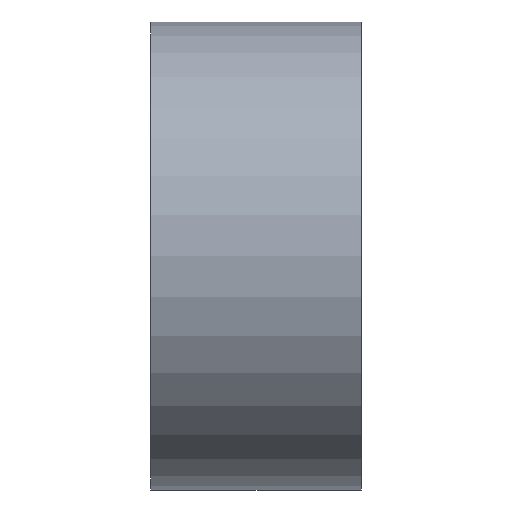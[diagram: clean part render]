
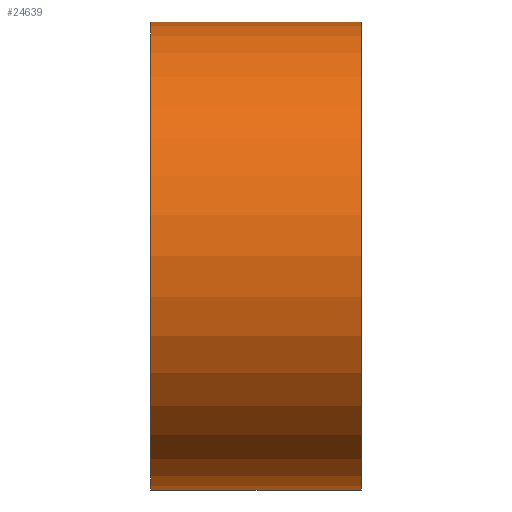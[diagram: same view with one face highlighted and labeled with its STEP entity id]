
A CAD part, front view. The second image highlights one B-rep face of the part: STEP entity #24639.
In plain terms, the highlighted cylindrical face has radius 50 mm (diameter 100 mm), a partial arc.
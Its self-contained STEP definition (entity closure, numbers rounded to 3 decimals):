
#138 = EDGE_CURVE ( 'NONE', #34383, #35235, #33474, .T. ) ;
#347 = FACE_OUTER_BOUND ( 'NONE', #26269, .T. ) ;
#4120 = CARTESIAN_POINT ( 'NONE',  ( -50., 0., 45. ) ) ;
#4441 = CARTESIAN_POINT ( 'NONE',  ( -50., 0., 0. ) ) ;
#4728 = CARTESIAN_POINT ( 'NONE',  ( 0., 0., 45. ) ) ;
#4989 = CARTESIAN_POINT ( 'NONE',  ( 50., 0., 45. ) ) ;
#5732 = AXIS2_PLACEMENT_3D ( 'NONE', #6327, #26472, #9252 ) ;
#6327 = CARTESIAN_POINT ( 'NONE',  ( 0., 0., 45. ) ) ;
#6997 = DIRECTION ( 'NONE',  ( 0., 0., -1. ) ) ;
#7442 = ORIENTED_EDGE ( 'NONE', *, *, #138, .F. ) ;
#9252 = DIRECTION ( 'NONE',  ( 1., 0., 0. ) ) ;
#9791 = ORIENTED_EDGE ( 'NONE', *, *, #24483, .T. ) ;
#10166 = VERTEX_POINT ( 'NONE', #23498 ) ;
#11102 = CIRCLE ( 'NONE', #20790, 50. ) ;
#13256 = DIRECTION ( 'NONE',  ( 0., 0., -1. ) ) ;
#13799 = CYLINDRICAL_SURFACE ( 'NONE', #23679, 50. ) ;
#14231 = ORIENTED_EDGE ( 'NONE', *, *, #26679, .T. ) ;
#14905 = DIRECTION ( 'NONE',  ( 0., 0., 1. ) ) ;
#15396 = EDGE_CURVE ( 'NONE', #10166, #34383, #28958, .T. ) ;
#20118 = LINE ( 'NONE', #4120, #34512 ) ;
#20790 = AXIS2_PLACEMENT_3D ( 'NONE', #32149, #14905, #35035 ) ;
#22457 = ORIENTED_EDGE ( 'NONE', *, *, #15396, .F. ) ;
#22683 = CARTESIAN_POINT ( 'NONE',  ( 50., 0., 0. ) ) ;
#23498 = CARTESIAN_POINT ( 'NONE',  ( -50., 0., 45. ) ) ;
#23679 = AXIS2_PLACEMENT_3D ( 'NONE', #4728, #13256, #27618 ) ;
#24483 = EDGE_CURVE ( 'NONE', #10166, #25000, #20118, .T. ) ;
#24639 = ADVANCED_FACE ( 'NONE', ( #347 ), #13799, .T. ) ;
#25000 = VERTEX_POINT ( 'NONE', #4441 ) ;
#26269 = EDGE_LOOP ( 'NONE', ( #7442, #22457, #9791, #14231 ) ) ;
#26472 = DIRECTION ( 'NONE',  ( 0., 0., 1. ) ) ;
#26679 = EDGE_CURVE ( 'NONE', #25000, #35235, #11102, .T. ) ;
#27618 = DIRECTION ( 'NONE',  ( -1., 0., 0. ) ) ;
#27994 = DIRECTION ( 'NONE',  ( 0., 0., -1. ) ) ;
#28958 = CIRCLE ( 'NONE', #5732, 50. ) ;
#31428 = CARTESIAN_POINT ( 'NONE',  ( 50., 0., 45. ) ) ;
#32149 = CARTESIAN_POINT ( 'NONE',  ( 0., 0., 0. ) ) ;
#32552 = VECTOR ( 'NONE', #27994, 1000. ) ;
#33474 = LINE ( 'NONE', #4989, #32552 ) ;
#34383 = VERTEX_POINT ( 'NONE', #31428 ) ;
#34512 = VECTOR ( 'NONE', #6997, 1000. ) ;
#35035 = DIRECTION ( 'NONE',  ( 1., 0., 0. ) ) ;
#35235 = VERTEX_POINT ( 'NONE', #22683 ) ;
